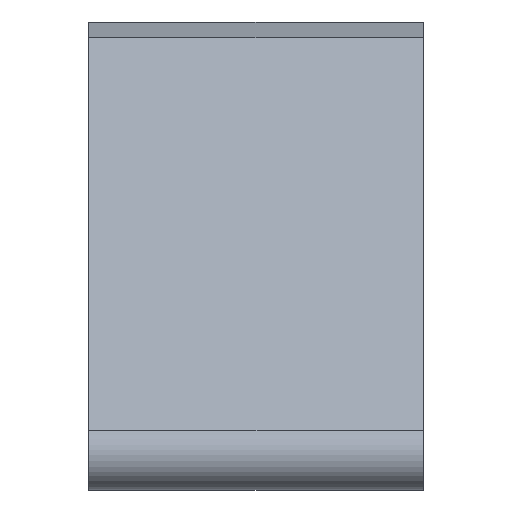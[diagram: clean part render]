
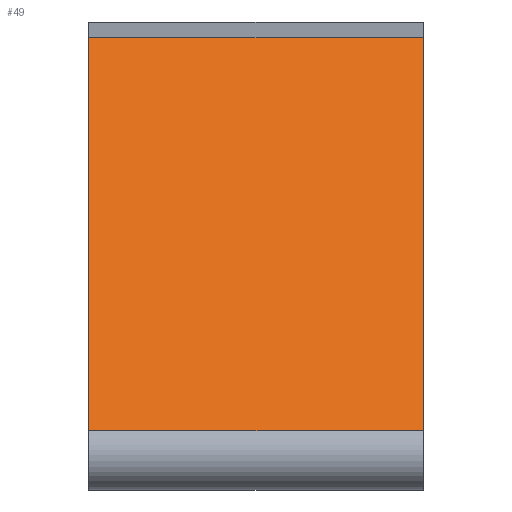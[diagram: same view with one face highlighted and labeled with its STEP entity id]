
A CAD part, left-side view. The second image highlights one B-rep face of the part: STEP entity #49.
In plain terms, the highlighted planar face has unit normal (-0.641, 0, 0.767).
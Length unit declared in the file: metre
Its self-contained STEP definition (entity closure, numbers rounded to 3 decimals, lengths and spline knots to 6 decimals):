
#49 = ADVANCED_FACE( '', ( #92 ), #93, .T. );
#92 = FACE_OUTER_BOUND( '', #126, .T. );
#93 = PLANE( '', #127 );
#126 = EDGE_LOOP( '', ( #200, #201, #202, #203 ) );
#127 = AXIS2_PLACEMENT_3D( '', #204, #205, #206 );
#200 = ORIENTED_EDGE( '', *, *, #230, .F. );
#201 = ORIENTED_EDGE( '', *, *, #225, .T. );
#202 = ORIENTED_EDGE( '', *, *, #235, .T. );
#203 = ORIENTED_EDGE( '', *, *, #218, .F. );
#204 = CARTESIAN_POINT( '', ( 3.744408, -0.106425, 0.229878 ) );
#205 = DIRECTION( '', ( -0.641, 0., 0.767 ) );
#206 = DIRECTION( '', ( -0.767, 0., -0.641 ) );
#218 = EDGE_CURVE( '', #255, #248, #257, .T. );
#225 = EDGE_CURVE( '', #268, #266, #269, .T. );
#230 = EDGE_CURVE( '', #268, #255, #274, .T. );
#235 = EDGE_CURVE( '', #266, #248, #279, .T. );
#248 = VERTEX_POINT( '', #296 );
#255 = VERTEX_POINT( '', #307 );
#257 = LINE( '', #309, #310 );
#266 = VERTEX_POINT( '', #322 );
#268 = VERTEX_POINT( '', #325 );
#269 = LINE( '', #326, #327 );
#274 = LINE( '', #334, #335 );
#279 = LINE( '', #341, #342 );
#296 = CARTESIAN_POINT( '', ( 3.855793, -0.027225, 0.322988 ) );
#307 = CARTESIAN_POINT( '', ( 3.744408, -0.027225, 0.229878 ) );
#309 = CARTESIAN_POINT( '', ( 3.744408, -0.027225, 0.229878 ) );
#310 = VECTOR( '', #355, 1. );
#322 = CARTESIAN_POINT( '', ( 3.855793, -0.106425, 0.322988 ) );
#325 = CARTESIAN_POINT( '', ( 3.744408, -0.106425, 0.229878 ) );
#326 = CARTESIAN_POINT( '', ( 3.744408, -0.106425, 0.229878 ) );
#327 = VECTOR( '', #360, 1. );
#334 = CARTESIAN_POINT( '', ( 3.744408, -0.106425, 0.229878 ) );
#335 = VECTOR( '', #366, 1. );
#341 = CARTESIAN_POINT( '', ( 3.855793, -0.106425, 0.322988 ) );
#342 = VECTOR( '', #368, 1. );
#355 = DIRECTION( '', ( 0.767, 0., 0.641 ) );
#360 = DIRECTION( '', ( 0.767, 0., 0.641 ) );
#366 = DIRECTION( '', ( 0., 1., 0. ) );
#368 = DIRECTION( '', ( 0., 1., 0. ) );
